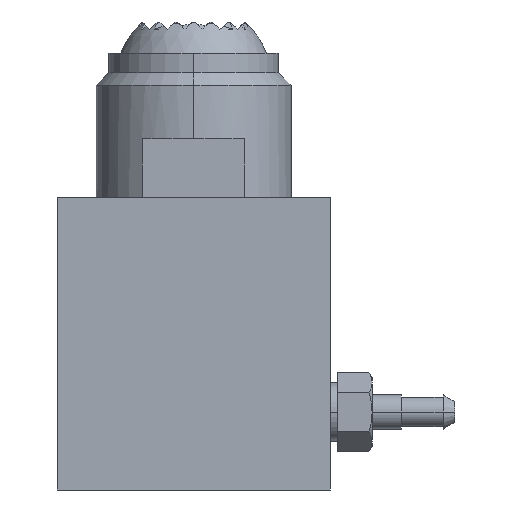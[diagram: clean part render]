
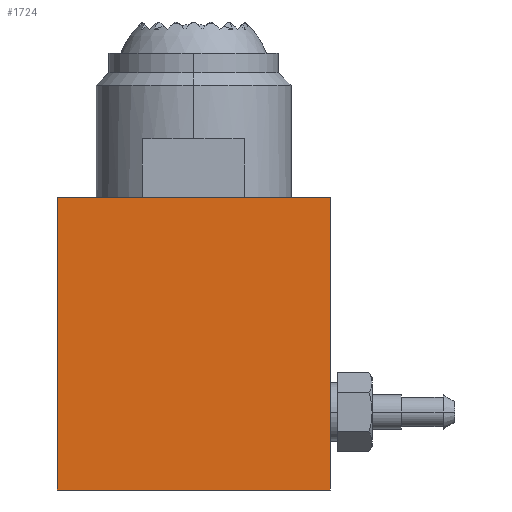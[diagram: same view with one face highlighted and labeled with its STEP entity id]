
A CAD part, left-side view. The second image highlights one B-rep face of the part: STEP entity #1724.
In plain terms, the highlighted planar face has unit normal (-1, 0, 0).
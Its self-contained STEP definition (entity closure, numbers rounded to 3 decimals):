
#1546=EDGE_CURVE('',#2018,#1976,#3719,.T.);
#1678=EDGE_CURVE('',#2328,#2046,#3869,.T.);
#1724=ADVANCED_FACE('',(#3922),#3923,.T.);
#1976=VERTEX_POINT('',#4199);
#2018=VERTEX_POINT('',#4248);
#2046=VERTEX_POINT('',#4281);
#2308=EDGE_CURVE('',#2328,#2018,#4572,.T.);
#2328=VERTEX_POINT('',#4593);
#2676=EDGE_CURVE('',#1976,#2046,#4984,.T.);
#3719=LINE('',#6328,#6329);
#3869=LINE('',#6543,#6544);
#3922=FACE_OUTER_BOUND('',#6621,.T.);
#3923=PLANE('',#6622);
#4199=CARTESIAN_POINT('',(-14.0,-14.0,0.0));
#4248=CARTESIAN_POINT('',(-14.0,14.0,0.0));
#4281=CARTESIAN_POINT('',(-14.0,-14.0,30.0));
#4572=LINE('',#7569,#7570);
#4593=CARTESIAN_POINT('',(-14.0,14.0,30.0));
#4984=LINE('',#8143,#8144);
#6328=CARTESIAN_POINT('',(-14.0,0.,0.0));
#6329=VECTOR('',#9500,1.0);
#6543=CARTESIAN_POINT('',(-14.0,0.,30.0));
#6544=VECTOR('',#9686,1.0);
#6621=EDGE_LOOP('',(#9755,#9756,#9757,#9758));
#6622=AXIS2_PLACEMENT_3D('',#9759,#9760,#9761);
#7569=CARTESIAN_POINT('',(-14.0,14.0,30.0));
#7570=VECTOR('',#10550,1.0);
#8143=CARTESIAN_POINT('',(-14.0,-14.0,30.0));
#8144=VECTOR('',#11014,1.0);
#9500=DIRECTION('',(0.0,-1.0,0.));
#9686=DIRECTION('',(0.0,-1.0,0.));
#9755=ORIENTED_EDGE('',*,*,#2676,.T.);
#9756=ORIENTED_EDGE('',*,*,#1678,.F.);
#9757=ORIENTED_EDGE('',*,*,#2308,.T.);
#9758=ORIENTED_EDGE('',*,*,#1546,.T.);
#9759=CARTESIAN_POINT('',(-14.0,0.,0.0));
#9760=DIRECTION('',(-1.0,0.0,0.0));
#9761=DIRECTION('',(0.0,-1.0,0.));
#10550=DIRECTION('',(0.0,0.,-1.0));
#11014=DIRECTION('',(0.0,0.,1.0));
